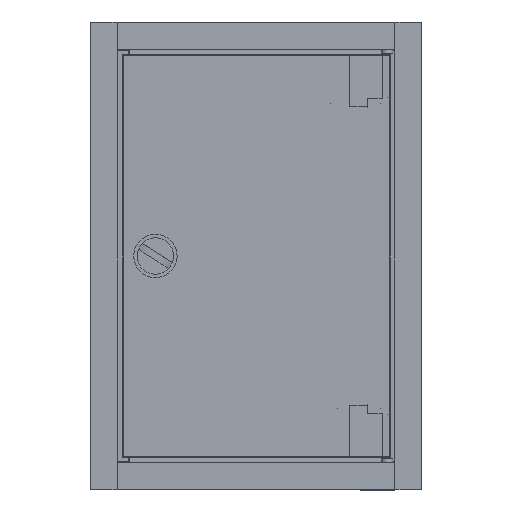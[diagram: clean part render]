
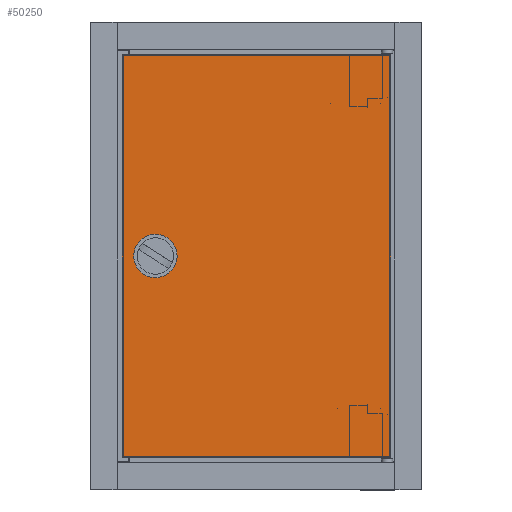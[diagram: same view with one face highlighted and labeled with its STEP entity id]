
A CAD part, top view. The second image highlights one B-rep face of the part: STEP entity #50250.
In plain terms, the highlighted planar face has unit normal (0, 0, 1).
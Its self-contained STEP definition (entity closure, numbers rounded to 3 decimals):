
#2234=FACE_BOUND('',#9608,.T.);
#4004=PLANE('',#53951);
#6584=FACE_OUTER_BOUND('',#9607,.T.);
#9607=EDGE_LOOP('',(#46748,#46749,#46750,#46751));
#9608=EDGE_LOOP('',(#46752,#46753,#46754,#46755,#46756,#46757,#46758,#46759,
#46760,#46761,#46762,#46763,#46764,#46765,#46766,#46767));
#15024=LINE('',#93154,#20529);
#15028=LINE('',#93166,#20533);
#15032=LINE('',#93178,#20537);
#15036=LINE('',#93190,#20541);
#15040=LINE('',#93202,#20545);
#15044=LINE('',#93214,#20549);
#15048=LINE('',#93226,#20553);
#15052=LINE('',#93238,#20557);
#15061=LINE('',#93261,#20566);
#15070=LINE('',#93279,#20575);
#15071=LINE('',#93280,#20576);
#15072=LINE('',#93281,#20577);
#20529=VECTOR('',#65203,10.);
#20533=VECTOR('',#65215,10.);
#20537=VECTOR('',#65227,10.);
#20541=VECTOR('',#65239,10.);
#20545=VECTOR('',#65251,10.);
#20549=VECTOR('',#65263,10.);
#20553=VECTOR('',#65275,10.);
#20557=VECTOR('',#65287,10.);
#20566=VECTOR('',#65308,10.);
#20575=VECTOR('',#65321,10.);
#20576=VECTOR('',#65322,10.);
#20577=VECTOR('',#65323,10.);
#21364=CIRCLE('',#53918,2.);
#21366=CIRCLE('',#53922,15.);
#21368=CIRCLE('',#53926,2.);
#21370=CIRCLE('',#53930,15.);
#21372=CIRCLE('',#53934,2.);
#21374=CIRCLE('',#53938,15.);
#21376=CIRCLE('',#53942,2.);
#21378=CIRCLE('',#53946,15.);
#25891=VERTEX_POINT('',#93151);
#25892=VERTEX_POINT('',#93153);
#25894=VERTEX_POINT('',#93159);
#25896=VERTEX_POINT('',#93165);
#25898=VERTEX_POINT('',#93171);
#25900=VERTEX_POINT('',#93177);
#25902=VERTEX_POINT('',#93183);
#25904=VERTEX_POINT('',#93189);
#25906=VERTEX_POINT('',#93195);
#25908=VERTEX_POINT('',#93201);
#25910=VERTEX_POINT('',#93207);
#25912=VERTEX_POINT('',#93213);
#25914=VERTEX_POINT('',#93219);
#25916=VERTEX_POINT('',#93225);
#25918=VERTEX_POINT('',#93231);
#25920=VERTEX_POINT('',#93237);
#25927=VERTEX_POINT('',#93259);
#25928=VERTEX_POINT('',#93260);
#25934=VERTEX_POINT('',#93277);
#25935=VERTEX_POINT('',#93278);
#32855=EDGE_CURVE('',#25892,#25891,#15024,.T.);
#32858=EDGE_CURVE('',#25894,#25892,#21364,.T.);
#32861=EDGE_CURVE('',#25896,#25894,#15028,.T.);
#32864=EDGE_CURVE('',#25898,#25896,#21366,.T.);
#32867=EDGE_CURVE('',#25900,#25898,#15032,.T.);
#32870=EDGE_CURVE('',#25902,#25900,#21368,.T.);
#32873=EDGE_CURVE('',#25904,#25902,#15036,.T.);
#32876=EDGE_CURVE('',#25906,#25904,#21370,.T.);
#32879=EDGE_CURVE('',#25908,#25906,#15040,.T.);
#32882=EDGE_CURVE('',#25910,#25908,#21372,.T.);
#32885=EDGE_CURVE('',#25912,#25910,#15044,.T.);
#32888=EDGE_CURVE('',#25914,#25912,#21374,.T.);
#32891=EDGE_CURVE('',#25916,#25914,#15048,.T.);
#32894=EDGE_CURVE('',#25918,#25916,#21376,.T.);
#32897=EDGE_CURVE('',#25920,#25918,#15052,.T.);
#32900=EDGE_CURVE('',#25891,#25920,#21378,.T.);
#32908=EDGE_CURVE('',#25927,#25928,#15061,.T.);
#32917=EDGE_CURVE('',#25934,#25935,#15070,.T.);
#32918=EDGE_CURVE('',#25935,#25927,#15071,.T.);
#32919=EDGE_CURVE('',#25928,#25934,#15072,.T.);
#46748=ORIENTED_EDGE('',*,*,#32917,.T.);
#46749=ORIENTED_EDGE('',*,*,#32918,.T.);
#46750=ORIENTED_EDGE('',*,*,#32908,.T.);
#46751=ORIENTED_EDGE('',*,*,#32919,.T.);
#46752=ORIENTED_EDGE('',*,*,#32855,.T.);
#46753=ORIENTED_EDGE('',*,*,#32900,.T.);
#46754=ORIENTED_EDGE('',*,*,#32897,.T.);
#46755=ORIENTED_EDGE('',*,*,#32894,.T.);
#46756=ORIENTED_EDGE('',*,*,#32891,.T.);
#46757=ORIENTED_EDGE('',*,*,#32888,.T.);
#46758=ORIENTED_EDGE('',*,*,#32885,.T.);
#46759=ORIENTED_EDGE('',*,*,#32882,.T.);
#46760=ORIENTED_EDGE('',*,*,#32879,.T.);
#46761=ORIENTED_EDGE('',*,*,#32876,.T.);
#46762=ORIENTED_EDGE('',*,*,#32873,.T.);
#46763=ORIENTED_EDGE('',*,*,#32870,.T.);
#46764=ORIENTED_EDGE('',*,*,#32867,.T.);
#46765=ORIENTED_EDGE('',*,*,#32864,.T.);
#46766=ORIENTED_EDGE('',*,*,#32861,.T.);
#46767=ORIENTED_EDGE('',*,*,#32858,.T.);
#50250=ADVANCED_FACE('',(#6584,#2234),#4004,.T.);
#53918=AXIS2_PLACEMENT_3D('',#93160,#65209,#65210);
#53922=AXIS2_PLACEMENT_3D('',#93172,#65221,#65222);
#53926=AXIS2_PLACEMENT_3D('',#93184,#65233,#65234);
#53930=AXIS2_PLACEMENT_3D('',#93196,#65245,#65246);
#53934=AXIS2_PLACEMENT_3D('',#93208,#65257,#65258);
#53938=AXIS2_PLACEMENT_3D('',#93220,#65269,#65270);
#53942=AXIS2_PLACEMENT_3D('',#93232,#65281,#65282);
#53946=AXIS2_PLACEMENT_3D('',#93242,#65293,#65294);
#53951=AXIS2_PLACEMENT_3D('',#93276,#65319,#65320);
#65203=DIRECTION('',(0.,1.,0.));
#65209=DIRECTION('center_axis',(0.,0.,-1.));
#65210=DIRECTION('ref_axis',(-1.,0.,0.));
#65215=DIRECTION('',(0.,-1.,0.));
#65221=DIRECTION('center_axis',(0.,0.,-1.));
#65222=DIRECTION('ref_axis',(0.133,-0.991,0.));
#65227=DIRECTION('',(-1.,0.,0.));
#65233=DIRECTION('center_axis',(0.,0.,-1.));
#65234=DIRECTION('ref_axis',(0.,-1.,0.));
#65239=DIRECTION('',(1.,0.,0.));
#65245=DIRECTION('center_axis',(0.,0.,-1.));
#65246=DIRECTION('ref_axis',(0.991,0.133,0.));
#65251=DIRECTION('',(0.,-1.,0.));
#65257=DIRECTION('center_axis',(0.,0.,-1.));
#65258=DIRECTION('ref_axis',(1.,0.,0.));
#65263=DIRECTION('',(0.,1.,0.));
#65269=DIRECTION('center_axis',(0.,0.,-1.));
#65270=DIRECTION('ref_axis',(-0.133,0.991,0.));
#65275=DIRECTION('',(1.,0.,0.));
#65281=DIRECTION('center_axis',(0.,0.,-1.));
#65282=DIRECTION('ref_axis',(0.,1.,0.));
#65287=DIRECTION('',(-1.,0.,0.));
#65293=DIRECTION('center_axis',(0.,0.,-1.));
#65294=DIRECTION('ref_axis',(-0.991,-0.133,0.));
#65308=DIRECTION('',(0.,1.,0.));
#65319=DIRECTION('center_axis',(0.,0.,1.));
#65320=DIRECTION('ref_axis',(1.,0.,0.));
#65321=DIRECTION('',(0.,-1.,0.));
#65322=DIRECTION('',(1.,0.,0.));
#65323=DIRECTION('',(-1.,0.,0.));
#93151=CARTESIAN_POINT('',(114.5,-14.866,0.));
#93153=CARTESIAN_POINT('',(114.5,-16.,0.));
#93154=CARTESIAN_POINT('',(114.5,-7.433,0.));
#93159=CARTESIAN_POINT('',(118.5,-16.,0.));
#93160=CARTESIAN_POINT('Origin',(116.5,-16.,0.));
#93165=CARTESIAN_POINT('',(118.5,-14.866,0.));
#93166=CARTESIAN_POINT('',(118.5,-8.,0.));
#93171=CARTESIAN_POINT('',(131.366,-2.,0.));
#93172=CARTESIAN_POINT('Origin',(116.5,0.,0.));
#93177=CARTESIAN_POINT('',(132.5,-2.,0.));
#93178=CARTESIAN_POINT('',(65.683,-2.,0.));
#93183=CARTESIAN_POINT('',(132.5,2.,0.));
#93184=CARTESIAN_POINT('Origin',(132.5,0.,
0.));
#93189=CARTESIAN_POINT('',(131.366,2.,0.));
#93190=CARTESIAN_POINT('',(66.25,2.,0.));
#93195=CARTESIAN_POINT('',(118.5,14.866,0.));
#93196=CARTESIAN_POINT('Origin',(116.5,0.,0.));
#93201=CARTESIAN_POINT('',(118.5,16.,0.));
#93202=CARTESIAN_POINT('',(118.5,7.433,0.));
#93207=CARTESIAN_POINT('',(114.5,16.,0.));
#93208=CARTESIAN_POINT('Origin',(116.5,16.,0.));
#93213=CARTESIAN_POINT('',(114.5,14.866,0.));
#93214=CARTESIAN_POINT('',(114.5,8.,0.));
#93219=CARTESIAN_POINT('',(101.634,2.,0.));
#93220=CARTESIAN_POINT('Origin',(116.5,0.,0.));
#93225=CARTESIAN_POINT('',(100.5,2.,0.));
#93226=CARTESIAN_POINT('',(50.817,2.,0.));
#93231=CARTESIAN_POINT('',(100.5,-2.,0.));
#93232=CARTESIAN_POINT('Origin',(100.5,0.,
0.));
#93237=CARTESIAN_POINT('',(101.634,-2.,0.));
#93238=CARTESIAN_POINT('',(50.25,-2.,0.));
#93242=CARTESIAN_POINT('Origin',(116.5,0.,0.));
#93259=CARTESIAN_POINT('',(154.5,-232.,0.));
#93260=CARTESIAN_POINT('',(154.5,232.,0.));
#93261=CARTESIAN_POINT('',(154.5,0.,0.));
#93276=CARTESIAN_POINT('Origin',(0.,0.,
0.));
#93277=CARTESIAN_POINT('',(-154.5,232.,0.));
#93278=CARTESIAN_POINT('',(-154.5,-232.,0.));
#93279=CARTESIAN_POINT('',(-154.5,0.,0.));
#93280=CARTESIAN_POINT('',(0.,-232.,0.));
#93281=CARTESIAN_POINT('',(0.,232.,0.));
